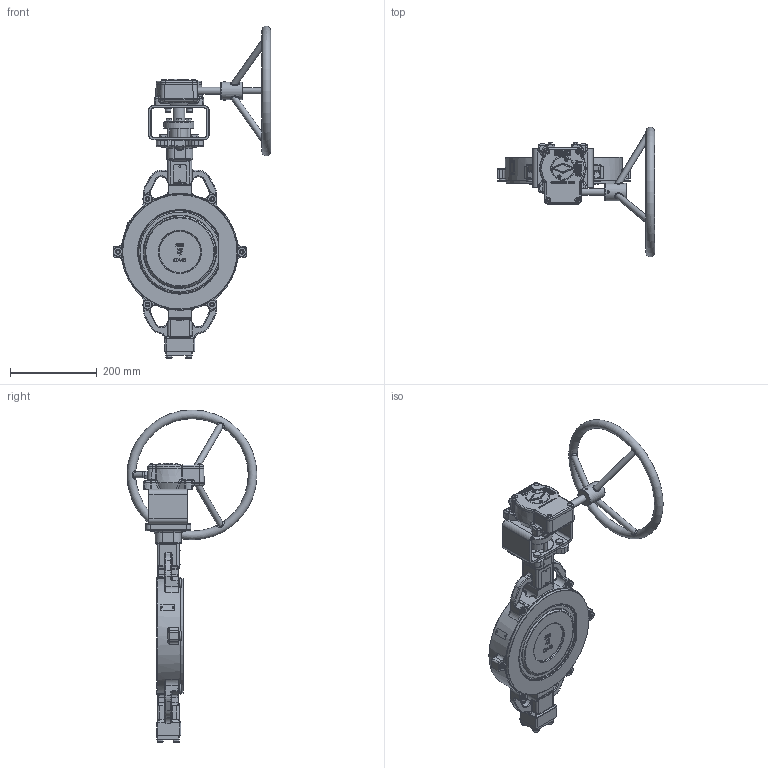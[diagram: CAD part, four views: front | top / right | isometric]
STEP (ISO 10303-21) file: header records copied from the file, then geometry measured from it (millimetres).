
FILE_DESCRIPTION(('HOOPS Exchange Step'),'2;1');
FILE_NAME('AK11_DN200_PN10-40-ANSI150-300_Getriebe.stp','2024-11-22T10:01:24+01:00',('nieru'),('Unknown organisation'),'HOOPS Exchange 2024.2','HOOPS Exchange','Unknown authorisation');
FILE_SCHEMA( ('AP203_CONFIGURATION_CONTROLLED_3D_DESIGN_OF_MECHANICAL_PARTS_AND_ASSEMBLIES_MIM_LF') );
Length unit declared in the file: millimetre
Products named in the file (12): 0; root
Assembly tree (11 placements, depth 4):
  root
    0
    0
      0
        0
      0
        0
        0
        0
        0
      0
        0
Bounding box: 363.34 x 300 x 767.4 mm (x, y, z)
Volume: 3954632.1 mm3; surface area: 719017.3 mm2
Topology: 80 solids, 707 shells, 3304 faces, 9412 edges, 6927 vertices
Faces by surface type: bspline 941, cylinder 918, plane 849, torus 310, cone 247, sphere 39
Full cylindrical faces by diameter (mm): 4.2 x2, 6 x6, 6.8 x3, 8 x11, 9 x4, 10 x10, 10.106 x4, 10.5 x10, 11 x8, 12 x4, 13 x8, 14 x3, 14.6 x4, 14.8 x8, 15 x6, 16 x5, 16.05 x6, 17.15 x1, 21 x6, 22 x2, 22.594 x5, 23.594 x1, 25 x1, 26.689 x1, 27 x1, 35 x1, 40 x1, 41.047 x1, 52 x1, 56 x1
Entity records: 310139 total; most frequent: CARTESIAN_POINT 229190, ORIENTED_EDGE 15674, DIRECTION 14519, EDGE_CURVE 9334, VERTEX_POINT 6927, AXIS2_PLACEMENT_3D 5775, EDGE_LOOP 3517, FACE_BOUND 3517
